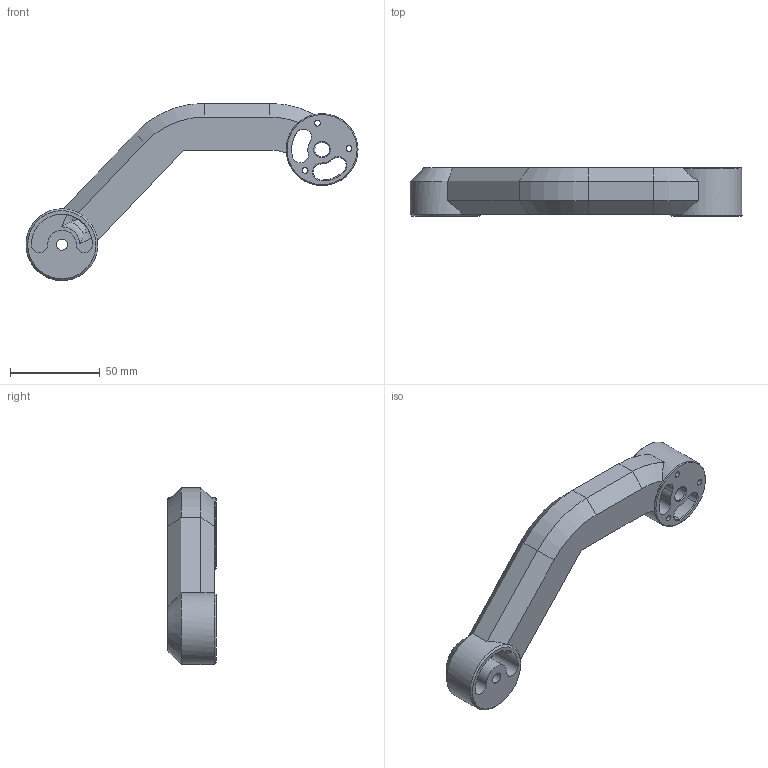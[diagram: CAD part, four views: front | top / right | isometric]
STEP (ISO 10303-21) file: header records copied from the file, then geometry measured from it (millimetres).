
FILE_DESCRIPTION(/* description */ (''),/* implementation_level */ '2;1');
FILE_NAME(/* name */ 'Main Arm.step',/* time_stamp */ '2024-07-02T21:07:29+02:00',/* author */ (''),/* organization */ (''),/* preprocessor_version */ 'ST-DEVELOPER v20',/* originating_system */ 'Autodesk Translation Framework v13.14.0.145',/* authorisation */ '');
FILE_SCHEMA (('AUTOMOTIVE_DESIGN { 1 0 10303 214 3 1 1 }'));
Length unit declared in the file: metre
Products named in the file (1): Main Arm
Bounding box: 185 x 27 x 98.74 mm (x, y, z)
Volume: 77591.9 mm3; surface area: 37544.9 mm2
Topology: 1 solids, 1 shells, 127 faces, 334 edges, 209 vertices
Faces by surface type: plane 41, cylinder 31, cone 31, bspline 18, torus 6
Full cylindrical faces by diameter (mm): 3.3 x3, 6.2 x1, 8.2 x1, 40 x1
Entity records: 4604 total; most frequent: CARTESIAN_POINT 1501, ORIENTED_EDGE 668, DIRECTION 611, EDGE_CURVE 334, AXIS2_PLACEMENT_3D 232, VERTEX_POINT 209, LINE 147, VECTOR 147
